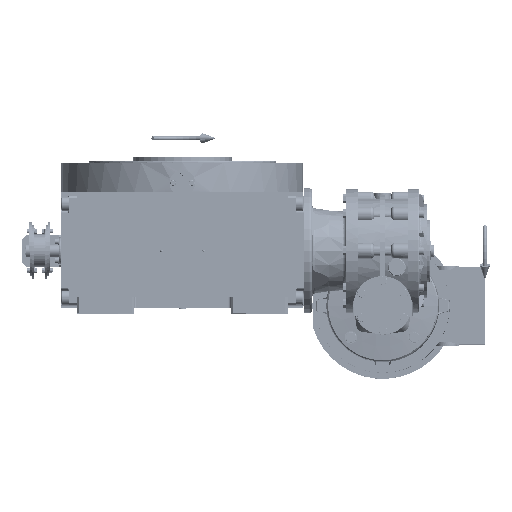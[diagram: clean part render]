
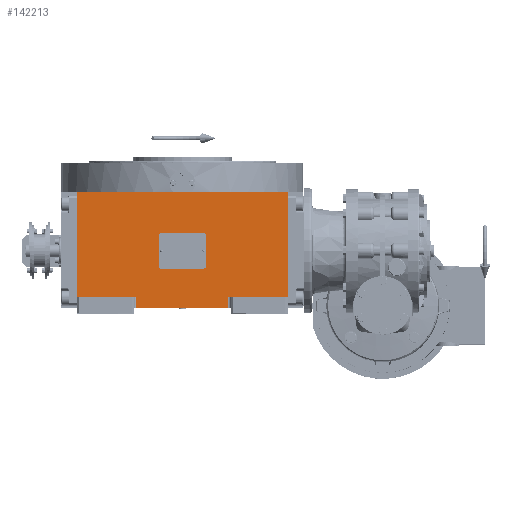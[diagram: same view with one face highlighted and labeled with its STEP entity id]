
A CAD part, top view. The second image highlights one B-rep face of the part: STEP entity #142213.
In plain terms, the highlighted planar face has unit normal (0, 0, 1).
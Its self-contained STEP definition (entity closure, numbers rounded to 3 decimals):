
#3439 = CARTESIAN_POINT ( 'NONE',  ( -135., 75., 226. ) ) ;
#6811 = ORIENTED_EDGE ( 'NONE', *, *, #101371, .F. ) ;
#9878 = VERTEX_POINT ( 'NONE', #177263 ) ;
#12031 = CARTESIAN_POINT ( 'NONE',  ( 59., -73., 226. ) ) ;
#18571 = VERTEX_POINT ( 'NONE', #51029 ) ;
#23340 = CARTESIAN_POINT ( 'NONE',  ( -59., -73., 226. ) ) ;
#24417 = LINE ( 'NONE', #39054, #68985 ) ;
#26637 = CARTESIAN_POINT ( 'NONE',  ( 135., -59., 226. ) ) ;
#27295 = VECTOR ( 'NONE', #68245, 1000. ) ;
#28297 = FACE_OUTER_BOUND ( 'NONE', #176699, .T. ) ;
#31219 = DIRECTION ( 'NONE',  ( 1., 0., 0. ) ) ;
#39054 = CARTESIAN_POINT ( 'NONE',  ( -135., -59., 226. ) ) ;
#39922 = VECTOR ( 'NONE', #55936, 1000. ) ;
#40571 = ORIENTED_EDGE ( 'NONE', *, *, #138099, .T. ) ;
#41040 = CARTESIAN_POINT ( 'NONE',  ( -59., -73., 226. ) ) ;
#41486 = EDGE_CURVE ( 'NONE', #102799, #122448, #94863, .T. ) ;
#44133 = LINE ( 'NONE', #74427, #50284 ) ;
#46998 = CARTESIAN_POINT ( 'NONE',  ( 59., -59., 226. ) ) ;
#48009 = EDGE_CURVE ( 'NONE', #122448, #18571, #118370, .T. ) ;
#49729 = CARTESIAN_POINT ( 'NONE',  ( -135., 75., 226. ) ) ;
#50284 = VECTOR ( 'NONE', #166093, 1000. ) ;
#51029 = CARTESIAN_POINT ( 'NONE',  ( 135., 75., 226. ) ) ;
#52816 = VERTEX_POINT ( 'NONE', #23340 ) ;
#54869 = AXIS2_PLACEMENT_3D ( 'NONE', #191295, #102501, #69352 ) ;
#55110 = ORIENTED_EDGE ( 'NONE', *, *, #130011, .F. ) ;
#55679 = DIRECTION ( 'NONE',  ( 0., 1., 0. ) ) ;
#55936 = DIRECTION ( 'NONE',  ( 0., 1., 0. ) ) ;
#64370 = VECTOR ( 'NONE', #150119, 1000. ) ;
#68245 = DIRECTION ( 'NONE',  ( 1., 0., 0. ) ) ;
#68985 = VECTOR ( 'NONE', #113218, 1000. ) ;
#69352 = DIRECTION ( 'NONE',  ( 1., 0., 0. ) ) ;
#74427 = CARTESIAN_POINT ( 'NONE',  ( -135., -59., 226. ) ) ;
#77114 = LINE ( 'NONE', #49729, #92589 ) ;
#81767 = EDGE_CURVE ( 'NONE', #102799, #186271, #119824, .T. ) ;
#81932 = CARTESIAN_POINT ( 'NONE',  ( -59., -73., 226. ) ) ;
#82728 = ORIENTED_EDGE ( 'NONE', *, *, #41486, .T. ) ;
#92589 = VECTOR ( 'NONE', #31219, 1000. ) ;
#94863 = LINE ( 'NONE', #126039, #139909 ) ;
#96415 = ORIENTED_EDGE ( 'NONE', *, *, #121425, .T. ) ;
#101371 = EDGE_CURVE ( 'NONE', #102337, #133371, #24417, .T. ) ;
#102337 = VERTEX_POINT ( 'NONE', #146886 ) ;
#102501 = DIRECTION ( 'NONE',  ( 0., 0., 1. ) ) ;
#102799 = VERTEX_POINT ( 'NONE', #46998 ) ;
#106277 = EDGE_CURVE ( 'NONE', #52816, #9878, #116162, .T. ) ;
#112161 = LINE ( 'NONE', #81932, #27295 ) ;
#113218 = DIRECTION ( 'NONE',  ( 0., 1., 0. ) ) ;
#116162 = LINE ( 'NONE', #41040, #138590 ) ;
#118370 = LINE ( 'NONE', #26637, #39922 ) ;
#119824 = LINE ( 'NONE', #164753, #64370 ) ;
#121425 = EDGE_CURVE ( 'NONE', #52816, #186271, #112161, .T. ) ;
#122448 = VERTEX_POINT ( 'NONE', #168951 ) ;
#126039 = CARTESIAN_POINT ( 'NONE',  ( 59., -59., 226. ) ) ;
#130011 = EDGE_CURVE ( 'NONE', #133371, #18571, #77114, .T. ) ;
#133371 = VERTEX_POINT ( 'NONE', #3439 ) ;
#136166 = ORIENTED_EDGE ( 'NONE', *, *, #106277, .F. ) ;
#138099 = EDGE_CURVE ( 'NONE', #102337, #9878, #44133, .T. ) ;
#138590 = VECTOR ( 'NONE', #55679, 1000. ) ;
#139909 = VECTOR ( 'NONE', #154409, 1000. ) ;
#142213 = ADVANCED_FACE ( 'NONE', ( #28297 ), #158200, .T. ) ;
#145487 = ORIENTED_EDGE ( 'NONE', *, *, #48009, .T. ) ;
#146134 = ORIENTED_EDGE ( 'NONE', *, *, #81767, .F. ) ;
#146886 = CARTESIAN_POINT ( 'NONE',  ( -135., -59., 226. ) ) ;
#150119 = DIRECTION ( 'NONE',  ( 0., -1., 0. ) ) ;
#154409 = DIRECTION ( 'NONE',  ( 1., 0., 0. ) ) ;
#158200 = PLANE ( 'NONE',  #54869 ) ;
#164753 = CARTESIAN_POINT ( 'NONE',  ( 59., -59., 226. ) ) ;
#166093 = DIRECTION ( 'NONE',  ( 1., 0., 0. ) ) ;
#168951 = CARTESIAN_POINT ( 'NONE',  ( 135., -59., 226. ) ) ;
#176699 = EDGE_LOOP ( 'NONE', ( #96415, #146134, #82728, #145487, #55110, #6811, #40571, #136166 ) ) ;
#177263 = CARTESIAN_POINT ( 'NONE',  ( -59., -59., 226. ) ) ;
#186271 = VERTEX_POINT ( 'NONE', #12031 ) ;
#191295 = CARTESIAN_POINT ( 'NONE',  ( -135., -73., 226. ) ) ;
